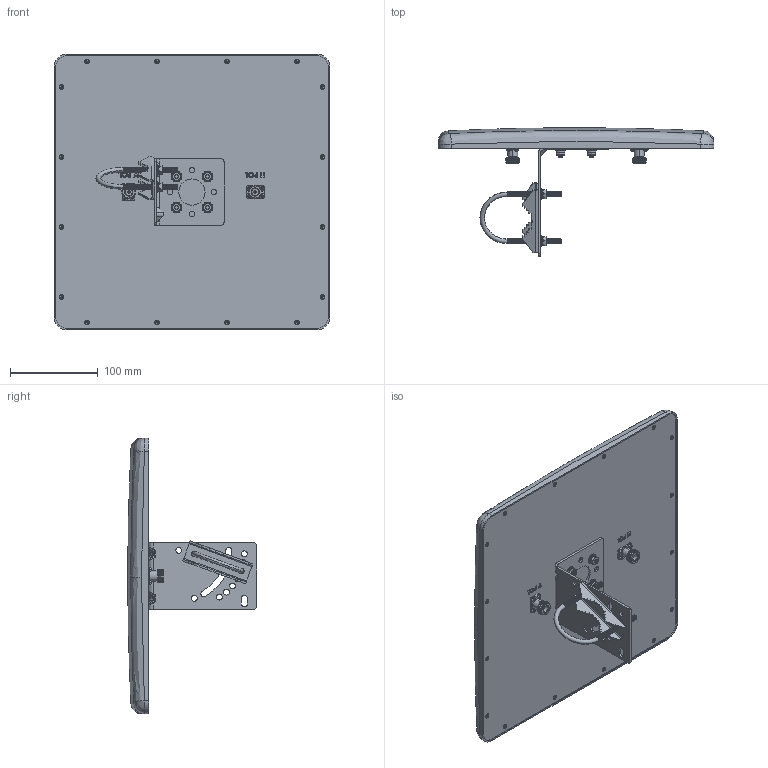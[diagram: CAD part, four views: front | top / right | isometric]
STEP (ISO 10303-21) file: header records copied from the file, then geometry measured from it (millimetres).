
FILE_DESCRIPTION (( 'STEP AP214' ), '1' );
FILE_NAME ('FM51FP1011_3D.step', '2022-12-30T18:03:46', ( '' ), ( '' ), 'SwSTEP 2.0', 'SolidWorks 2022', '' );
FILE_SCHEMA (( 'AUTOMOTIVE_DESIGN' ));
Length unit declared in the file: inch
Products named in the file (6): Copy of HG4958-19DP_BackPlate^FM51FP1011; Copy of H4958-19DP_Swivel-L-Bracket^Copy of HG4958-19DP_Mount Hardware_FM51FP1011; Copy of HG4958-19DP_radome^FM51FP1011; Copy of HG4958-19DP_Mount Hardware^FM51FP1011; Copy of HG4958-19DP_Ubolt^Copy of HG4958-19DP_Mount Hardware_FM51FP1011; FM51FP1011_3D
Assembly tree (5 placements, depth 3):
  FM51FP1011_3D
    Copy of HG4958-19DP_radome^FM51FP1011
    Copy of HG4958-19DP_BackPlate^FM51FP1011
    Copy of HG4958-19DP_Mount Hardware^FM51FP1011
      Copy of H4958-19DP_Swivel-L-Bracket^Copy of HG4958-19DP_Mount Hardware_FM51FP1011
      Copy of HG4958-19DP_Ubolt^Copy of HG4958-19DP_Mount Hardware_FM51FP1011
Bounding box: 315 x 147.69 x 315 mm (x, y, z)
Volume: 559140.1 mm3; surface area: 505959.4 mm2
Topology: 5 solids, 5 shells, 2020 faces, 4764 edges, 2861 vertices
Faces by surface type: cone 880, plane 715, cylinder 244, bspline 115, torus 66
Entity records: 90478 total; most frequent: CARTESIAN_POINT 19044, ORIENTED_EDGE 9500, DIRECTION 9477, EDGE_CURVE 4750, AXIS2_PLACEMENT_3D 3448, VERTEX_POINT 2861, VECTOR 2581, LINE 2581
